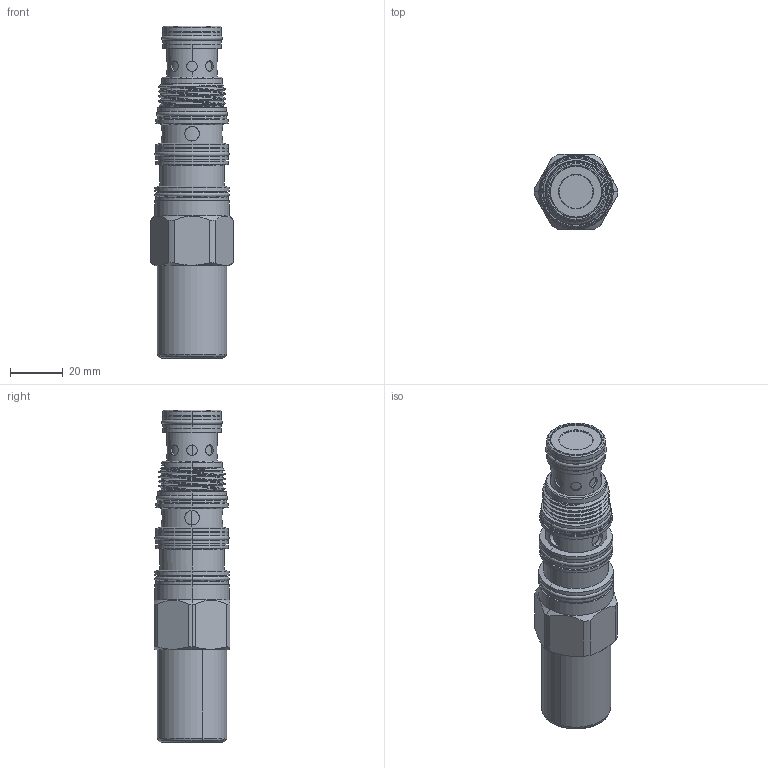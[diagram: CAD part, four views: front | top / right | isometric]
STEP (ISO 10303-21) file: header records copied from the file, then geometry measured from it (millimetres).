
FILE_DESCRIPTION (( 'STEP AP203' ), '1' );
FILE_NAME ('PD22A40-C.STEP', '2024-11-13T02:39:15', ( '' ), ( '' ), 'SwSTEP 2.0', 'SolidWorks 2018', '' );
FILE_SCHEMA (( 'CONFIG_CONTROL_DESIGN' ));
Length unit declared in the file: millimetre
Products named in the file (1): PD22A40-C
Bounding box: 31.6 x 28.57 x 125.69 mm (x, y, z)
Volume: 64984.2 mm3; surface area: 13916.1 mm2
Topology: 2 solids, 2 shells, 248 faces, 539 edges, 333 vertices
Faces by surface type: cylinder 149, plane 43, cone 32, torus 22, bspline 2
Entity records: 8868 total; most frequent: CARTESIAN_POINT 3426, DIRECTION 1170, ORIENTED_EDGE 1078, EDGE_CURVE 539, AXIS2_PLACEMENT_3D 497, VERTEX_POINT 333, EDGE_LOOP 286, CIRCLE 250
